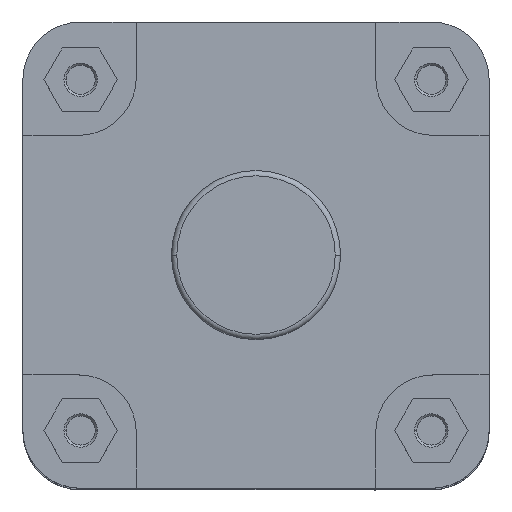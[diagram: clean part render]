
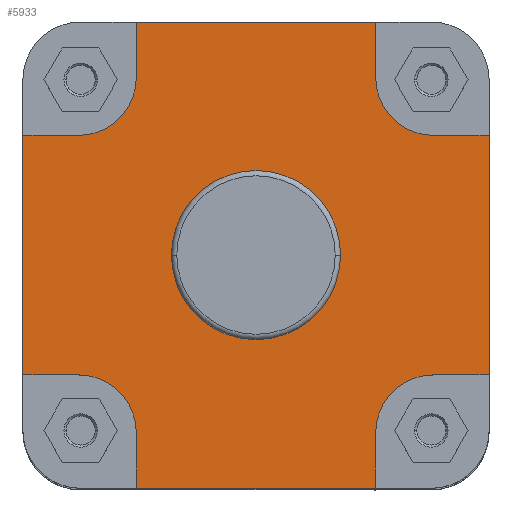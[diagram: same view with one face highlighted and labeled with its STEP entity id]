
A CAD part, top view. The second image highlights one B-rep face of the part: STEP entity #5933.
In plain terms, the highlighted planar face has unit normal (0, 0, 1).
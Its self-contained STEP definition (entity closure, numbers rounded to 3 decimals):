
#94 = VERTEX_POINT ( 'NONE', #400 ) ;
#95 = VERTEX_POINT ( 'NONE', #401 ) ;
#152 = VERTEX_POINT ( 'NONE', #458 ) ;
#153 = VERTEX_POINT ( 'NONE', #459 ) ;
#154 = VERTEX_POINT ( 'NONE', #460 ) ;
#155 = VERTEX_POINT ( 'NONE', #461 ) ;
#156 = VERTEX_POINT ( 'NONE', #462 ) ;
#157 = VERTEX_POINT ( 'NONE', #463 ) ;
#158 = VERTEX_POINT ( 'NONE', #464 ) ;
#159 = VERTEX_POINT ( 'NONE', #465 ) ;
#160 = VERTEX_POINT ( 'NONE', #466 ) ;
#161 = VERTEX_POINT ( 'NONE', #467 ) ;
#162 = VERTEX_POINT ( 'NONE', #468 ) ;
#163 = VERTEX_POINT ( 'NONE', #469 ) ;
#164 = VERTEX_POINT ( 'NONE', #470 ) ;
#165 = VERTEX_POINT ( 'NONE', #471 ) ;
#166 = VERTEX_POINT ( 'NONE', #472 ) ;
#167 = VERTEX_POINT ( 'NONE', #473 ) ;
#400 = CARTESIAN_POINT ( 'NONE',  ( 39.9, 0., -65.368 ) ) ;
#401 = CARTESIAN_POINT ( 'NONE',  ( -39.9, 0., -65.368 ) ) ;
#458 = CARTESIAN_POINT ( 'NONE',  ( -110., 56.5, -65.368 ) ) ;
#459 = CARTESIAN_POINT ( 'NONE',  ( -110., -56.5, -65.368 ) ) ;
#460 = CARTESIAN_POINT ( 'NONE',  ( -83.75, -56.5, -65.368 ) ) ;
#461 = CARTESIAN_POINT ( 'NONE',  ( -56.5, -83.75, -65.368 ) ) ;
#462 = CARTESIAN_POINT ( 'NONE',  ( -56.5, -110., -65.368 ) ) ;
#463 = CARTESIAN_POINT ( 'NONE',  ( 56.5, -110., -65.368 ) ) ;
#464 = CARTESIAN_POINT ( 'NONE',  ( 56.5, -83.75, -65.368 ) ) ;
#465 = CARTESIAN_POINT ( 'NONE',  ( 83.75, -56.5, -65.368 ) ) ;
#466 = CARTESIAN_POINT ( 'NONE',  ( 110., -56.5, -65.368 ) ) ;
#467 = CARTESIAN_POINT ( 'NONE',  ( 110., 56.5, -65.368 ) ) ;
#468 = CARTESIAN_POINT ( 'NONE',  ( 83.75, 56.5, -65.368 ) ) ;
#469 = CARTESIAN_POINT ( 'NONE',  ( 56.5, 83.75, -65.368 ) ) ;
#470 = CARTESIAN_POINT ( 'NONE',  ( 56.5, 110., -65.368 ) ) ;
#471 = CARTESIAN_POINT ( 'NONE',  ( -56.5, 110., -65.368 ) ) ;
#472 = CARTESIAN_POINT ( 'NONE',  ( -56.5, 83.75, -65.368 ) ) ;
#473 = CARTESIAN_POINT ( 'NONE',  ( -83.75, 56.5, -65.368 ) ) ;
#849 = CARTESIAN_POINT ( 'NONE',  ( -83.75, 83.75, -65.368 ) ) ;
#852 = CARTESIAN_POINT ( 'NONE',  ( 83.75, 83.75, -65.368 ) ) ;
#855 = CARTESIAN_POINT ( 'NONE',  ( -83.75, 56.5, -65.368 ) ) ;
#856 = DIRECTION ( 'NONE',  ( 1., 0., 0. ) ) ;
#857 = CARTESIAN_POINT ( 'NONE',  ( 83.75, -83.75, -65.368 ) ) ;
#858 = DIRECTION ( 'NONE',  ( 0., 0., 1. ) ) ;
#859 = DIRECTION ( 'NONE',  ( -1., 0., 0. ) ) ;
#860 = CARTESIAN_POINT ( 'NONE',  ( -56.5, 110., -65.368 ) ) ;
#861 = DIRECTION ( 'NONE',  ( 0., 1., 0. ) ) ;
#862 = CARTESIAN_POINT ( 'NONE',  ( 0., 110., -65.368 ) ) ;
#863 = DIRECTION ( 'NONE',  ( 1., 0., 0. ) ) ;
#864 = CARTESIAN_POINT ( 'NONE',  ( 56.5, 83.75, -65.368 ) ) ;
#865 = DIRECTION ( 'NONE',  ( 0., -1., 0. ) ) ;
#866 = DIRECTION ( 'NONE',  ( 0., 0., 1. ) ) ;
#867 = DIRECTION ( 'NONE',  ( -1., 0., 0. ) ) ;
#868 = CARTESIAN_POINT ( 'NONE',  ( 110., 56.5, -65.368 ) ) ;
#869 = DIRECTION ( 'NONE',  ( 1., 0., 0. ) ) ;
#870 = CARTESIAN_POINT ( 'NONE',  ( 110., -242.141, -65.368 ) ) ;
#871 = DIRECTION ( 'NONE',  ( 0., -1., 0. ) ) ;
#872 = CARTESIAN_POINT ( 'NONE',  ( 83.75, -56.5, -65.368 ) ) ;
#873 = DIRECTION ( 'NONE',  ( -1., 0., 0. ) ) ;
#874 = DIRECTION ( 'NONE',  ( 0., 0., 1. ) ) ;
#875 = DIRECTION ( 'NONE',  ( -1., 0., 0. ) ) ;
#876 = CARTESIAN_POINT ( 'NONE',  ( 56.5, -110., -65.368 ) ) ;
#877 = DIRECTION ( 'NONE',  ( 0., -1., 0. ) ) ;
#878 = CARTESIAN_POINT ( 'NONE',  ( 0., 0., -65.368 ) ) ;
#879 = CARTESIAN_POINT ( 'NONE',  ( 0., -110., -65.368 ) ) ;
#880 = DIRECTION ( 'NONE',  ( 1., 0., 0. ) ) ;
#881 = CARTESIAN_POINT ( 'NONE',  ( -83.75, -83.75, -65.368 ) ) ;
#883 = DIRECTION ( 'NONE',  ( 0., 0., 1. ) ) ;
#884 = DIRECTION ( 'NONE',  ( -1., 0., 0. ) ) ;
#885 = CARTESIAN_POINT ( 'NONE',  ( -110., -242.141, -65.368 ) ) ;
#886 = DIRECTION ( 'NONE',  ( 0., -1., 0. ) ) ;
#887 = CARTESIAN_POINT ( 'NONE',  ( -110., -56.5, -65.368 ) ) ;
#888 = DIRECTION ( 'NONE',  ( -1., 0., 0. ) ) ;
#889 = DIRECTION ( 'NONE',  ( 0., 0., 1. ) ) ;
#890 = DIRECTION ( 'NONE',  ( 1., 0., 0. ) ) ;
#891 = CARTESIAN_POINT ( 'NONE',  ( -56.5, -83.75, -65.368 ) ) ;
#892 = DIRECTION ( 'NONE',  ( 0., 1., 0. ) ) ;
#1008 = CARTESIAN_POINT ( 'NONE',  ( 0., 0., -65.368 ) ) ;
#1013 = DIRECTION ( 'NONE',  ( 0., 0., 1. ) ) ;
#1014 = DIRECTION ( 'NONE',  ( 1., 0., 0. ) ) ;
#2154 = CARTESIAN_POINT ( 'NONE',  ( 0., 39.9, -65.368 ) ) ;
#2160 = PLANE ( 'NONE',  #5615 ) ;
#2161 = DIRECTION ( 'NONE',  ( 0., 0., -1. ) ) ;
#2162 = DIRECTION ( 'NONE',  ( -1., 0., 0. ) ) ;
#2683 = FACE_OUTER_BOUND ( 'NONE', #6421, .T. ) ;
#2687 = FACE_BOUND ( 'NONE', #6374, .T. ) ;
#3450 = ORIENTED_EDGE ( 'NONE', *, *, #4925, .F. ) ;
#3451 = ORIENTED_EDGE ( 'NONE', *, *, #4926, .F. ) ;
#3452 = ORIENTED_EDGE ( 'NONE', *, *, #4927, .F. ) ;
#3453 = ORIENTED_EDGE ( 'NONE', *, *, #4928, .F. ) ;
#3454 = ORIENTED_EDGE ( 'NONE', *, *, #4929, .F. ) ;
#3455 = ORIENTED_EDGE ( 'NONE', *, *, #4930, .F. ) ;
#3456 = ORIENTED_EDGE ( 'NONE', *, *, #4931, .F. ) ;
#3457 = ORIENTED_EDGE ( 'NONE', *, *, #4932, .F. ) ;
#3458 = ORIENTED_EDGE ( 'NONE', *, *, #4933, .F. ) ;
#3459 = ORIENTED_EDGE ( 'NONE', *, *, #4934, .F. ) ;
#3460 = ORIENTED_EDGE ( 'NONE', *, *, #4935, .F. ) ;
#3461 = ORIENTED_EDGE ( 'NONE', *, *, #4936, .T. ) ;
#3462 = ORIENTED_EDGE ( 'NONE', *, *, #4941, .F. ) ;
#3463 = ORIENTED_EDGE ( 'NONE', *, *, #4937, .F. ) ;
#3464 = ORIENTED_EDGE ( 'NONE', *, *, #4939, .F. ) ;
#3465 = ORIENTED_EDGE ( 'NONE', *, *, #4938, .T. ) ;
#3466 = ORIENTED_EDGE ( 'NONE', *, *, #4940, .F. ) ;
#3467 = ORIENTED_EDGE ( 'NONE', *, *, #4996, .F. ) ;
#4055 = LINE ( 'NONE', #855, #4061 ) ;
#4057 = LINE ( 'NONE', #860, #4063 ) ;
#4059 = LINE ( 'NONE', #868, #4066 ) ;
#4061 = VECTOR ( 'NONE', #856, 1000. ) ;
#4063 = VECTOR ( 'NONE', #861, 1000. ) ;
#4065 = LINE ( 'NONE', #876, #4073 ) ;
#4066 = VECTOR ( 'NONE', #869, 1000. ) ;
#4067 = CIRCLE ( 'NONE', #5409, 27.25 ) ;
#4068 = LINE ( 'NONE', #862, #4069 ) ;
#4069 = VECTOR ( 'NONE', #863, 1000. ) ;
#4070 = LINE ( 'NONE', #864, #4071 ) ;
#4071 = VECTOR ( 'NONE', #865, 1000. ) ;
#4072 = VECTOR ( 'NONE', #886, 1000. ) ;
#4073 = VECTOR ( 'NONE', #877, 1000. ) ;
#4074 = CIRCLE ( 'NONE', #5410, 27.25 ) ;
#4075 = LINE ( 'NONE', #870, #4076 ) ;
#4076 = VECTOR ( 'NONE', #871, 1000. ) ;
#4077 = LINE ( 'NONE', #872, #4078 ) ;
#4078 = VECTOR ( 'NONE', #873, 1000. ) ;
#4079 = LINE ( 'NONE', #885, #4072 ) ;
#4080 = CIRCLE ( 'NONE', #5411, 27.25 ) ;
#4081 = LINE ( 'NONE', #879, #4082 ) ;
#4082 = VECTOR ( 'NONE', #880, 1000. ) ;
#4084 = LINE ( 'NONE', #891, #4085 ) ;
#4085 = VECTOR ( 'NONE', #892, 1000. ) ;
#4086 = CIRCLE ( 'NONE', #5401, 27.25 ) ;
#4087 = LINE ( 'NONE', #887, #4088 ) ;
#4088 = VECTOR ( 'NONE', #888, 1000. ) ;
#4091 = CIRCLE ( 'NONE', #5412, 39.9 ) ;
#4192 = CIRCLE ( 'NONE', #5421, 39.9 ) ;
#4925 = EDGE_CURVE ( 'NONE', #152, #167, #4055, .T. ) ;
#4926 = EDGE_CURVE ( 'NONE', #167, #166, #4067, .T. ) ;
#4927 = EDGE_CURVE ( 'NONE', #166, #165, #4057, .T. ) ;
#4928 = EDGE_CURVE ( 'NONE', #165, #164, #4068, .T. ) ;
#4929 = EDGE_CURVE ( 'NONE', #164, #163, #4070, .T. ) ;
#4930 = EDGE_CURVE ( 'NONE', #163, #162, #4074, .T. ) ;
#4931 = EDGE_CURVE ( 'NONE', #162, #161, #4059, .T. ) ;
#4932 = EDGE_CURVE ( 'NONE', #161, #160, #4075, .T. ) ;
#4933 = EDGE_CURVE ( 'NONE', #160, #159, #4077, .T. ) ;
#4934 = EDGE_CURVE ( 'NONE', #159, #158, #4080, .T. ) ;
#4935 = EDGE_CURVE ( 'NONE', #158, #157, #4065, .T. ) ;
#4936 = EDGE_CURVE ( 'NONE', #156, #157, #4081, .T. ) ;
#4937 = EDGE_CURVE ( 'NONE', #155, #154, #4086, .T. ) ;
#4938 = EDGE_CURVE ( 'NONE', #152, #153, #4079, .T. ) ;
#4939 = EDGE_CURVE ( 'NONE', #154, #153, #4087, .T. ) ;
#4940 = EDGE_CURVE ( 'NONE', #95, #94, #4091, .T. ) ;
#4941 = EDGE_CURVE ( 'NONE', #156, #155, #4084, .T. ) ;
#4996 = EDGE_CURVE ( 'NONE', #94, #95, #4192, .T. ) ;
#5401 = AXIS2_PLACEMENT_3D ( 'NONE', #881, #883, #884 ) ;
#5409 = AXIS2_PLACEMENT_3D ( 'NONE', #849, #858, #859 ) ;
#5410 = AXIS2_PLACEMENT_3D ( 'NONE', #852, #866, #867 ) ;
#5411 = AXIS2_PLACEMENT_3D ( 'NONE', #857, #874, #875 ) ;
#5412 = AXIS2_PLACEMENT_3D ( 'NONE', #878, #889, #890 ) ;
#5421 = AXIS2_PLACEMENT_3D ( 'NONE', #1008, #1013, #1014 ) ;
#5615 = AXIS2_PLACEMENT_3D ( 'NONE', #2154, #2161, #2162 ) ;
#5933 = ADVANCED_FACE ( 'NONE', ( #2687, #2683 ), #2160, .F. ) ;
#6374 = EDGE_LOOP ( 'NONE', ( #3467, #3466 ) ) ;
#6421 = EDGE_LOOP ( 'NONE', ( #3465, #3464, #3463, #3462, #3461, #3460, #3459, #3458, #3457, #3456, #3455, #3454, #3453, #3452, #3451, #3450 ) ) ;
